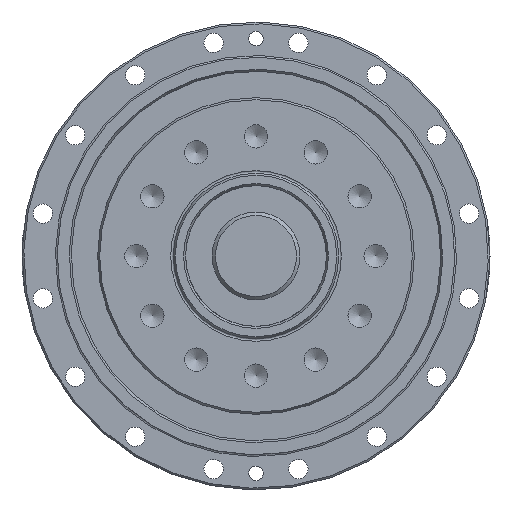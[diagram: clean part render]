
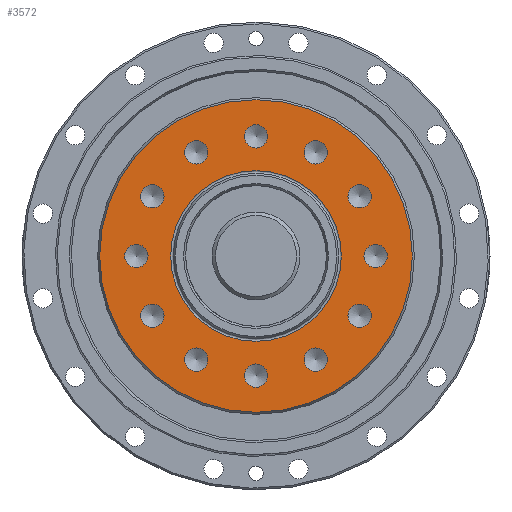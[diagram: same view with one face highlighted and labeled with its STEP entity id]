
A CAD part, left-side view. The second image highlights one B-rep face of the part: STEP entity #3572.
In plain terms, the highlighted planar face has unit normal (-1, 0, 0).
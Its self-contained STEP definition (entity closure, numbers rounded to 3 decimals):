
#172=FACE_BOUND('',#1117,.T.);
#173=FACE_BOUND('',#1118,.T.);
#174=FACE_BOUND('',#1119,.T.);
#175=FACE_BOUND('',#1120,.T.);
#176=FACE_BOUND('',#1121,.T.);
#177=FACE_BOUND('',#1122,.T.);
#178=FACE_BOUND('',#1123,.T.);
#179=FACE_BOUND('',#1124,.T.);
#180=FACE_BOUND('',#1125,.T.);
#181=FACE_BOUND('',#1126,.T.);
#182=FACE_BOUND('',#1127,.T.);
#183=FACE_BOUND('',#1128,.T.);
#184=FACE_BOUND('',#1129,.T.);
#757=PLANE('',#3862);
#890=FACE_OUTER_BOUND('',#1116,.T.);
#1116=EDGE_LOOP('',(#2709));
#1117=EDGE_LOOP('',(#2710));
#1118=EDGE_LOOP('',(#2711));
#1119=EDGE_LOOP('',(#2712));
#1120=EDGE_LOOP('',(#2713));
#1121=EDGE_LOOP('',(#2714));
#1122=EDGE_LOOP('',(#2715));
#1123=EDGE_LOOP('',(#2716));
#1124=EDGE_LOOP('',(#2717));
#1125=EDGE_LOOP('',(#2718));
#1126=EDGE_LOOP('',(#2719));
#1127=EDGE_LOOP('',(#2720));
#1128=EDGE_LOOP('',(#2721));
#1129=EDGE_LOOP('',(#2722));
#1380=CIRCLE('',#3861,44.423);
#1381=CIRCLE('',#3863,24.246);
#1382=CIRCLE('',#3864,3.324);
#1383=CIRCLE('',#3865,3.324);
#1384=CIRCLE('',#3866,3.324);
#1385=CIRCLE('',#3867,3.324);
#1386=CIRCLE('',#3868,3.324);
#1387=CIRCLE('',#3869,3.324);
#1388=CIRCLE('',#3870,3.324);
#1389=CIRCLE('',#3871,3.324);
#1390=CIRCLE('',#3872,3.324);
#1391=CIRCLE('',#3873,3.324);
#1392=CIRCLE('',#3874,3.324);
#1393=CIRCLE('',#3875,3.324);
#1663=VERTEX_POINT('',#5717);
#1664=VERTEX_POINT('',#5721);
#1665=VERTEX_POINT('',#5723);
#1666=VERTEX_POINT('',#5725);
#1667=VERTEX_POINT('',#5727);
#1668=VERTEX_POINT('',#5729);
#1669=VERTEX_POINT('',#5731);
#1670=VERTEX_POINT('',#5733);
#1671=VERTEX_POINT('',#5735);
#1672=VERTEX_POINT('',#5737);
#1673=VERTEX_POINT('',#5739);
#1674=VERTEX_POINT('',#5741);
#1675=VERTEX_POINT('',#5743);
#1676=VERTEX_POINT('',#5745);
#2042=EDGE_CURVE('',#1663,#1663,#1380,.T.);
#2044=EDGE_CURVE('',#1664,#1664,#1381,.T.);
#2045=EDGE_CURVE('',#1665,#1665,#1382,.T.);
#2046=EDGE_CURVE('',#1666,#1666,#1383,.T.);
#2047=EDGE_CURVE('',#1667,#1667,#1384,.T.);
#2048=EDGE_CURVE('',#1668,#1668,#1385,.T.);
#2049=EDGE_CURVE('',#1669,#1669,#1386,.T.);
#2050=EDGE_CURVE('',#1670,#1670,#1387,.T.);
#2051=EDGE_CURVE('',#1671,#1671,#1388,.T.);
#2052=EDGE_CURVE('',#1672,#1672,#1389,.T.);
#2053=EDGE_CURVE('',#1673,#1673,#1390,.T.);
#2054=EDGE_CURVE('',#1674,#1674,#1391,.T.);
#2055=EDGE_CURVE('',#1675,#1675,#1392,.T.);
#2056=EDGE_CURVE('',#1676,#1676,#1393,.T.);
#2709=ORIENTED_EDGE('',*,*,#2042,.F.);
#2710=ORIENTED_EDGE('',*,*,#2044,.T.);
#2711=ORIENTED_EDGE('',*,*,#2045,.T.);
#2712=ORIENTED_EDGE('',*,*,#2046,.T.);
#2713=ORIENTED_EDGE('',*,*,#2047,.T.);
#2714=ORIENTED_EDGE('',*,*,#2048,.T.);
#2715=ORIENTED_EDGE('',*,*,#2049,.T.);
#2716=ORIENTED_EDGE('',*,*,#2050,.T.);
#2717=ORIENTED_EDGE('',*,*,#2051,.T.);
#2718=ORIENTED_EDGE('',*,*,#2052,.T.);
#2719=ORIENTED_EDGE('',*,*,#2053,.T.);
#2720=ORIENTED_EDGE('',*,*,#2054,.T.);
#2721=ORIENTED_EDGE('',*,*,#2055,.T.);
#2722=ORIENTED_EDGE('',*,*,#2056,.T.);
#3572=ADVANCED_FACE('',(#890,#172,#173,#174,#175,#176,#177,#178,#179,#180,
#181,#182,#183,#184),#757,.F.);
#3861=AXIS2_PLACEMENT_3D('',#5718,#4518,#4519);
#3862=AXIS2_PLACEMENT_3D('',#5720,#4521,#4522);
#3863=AXIS2_PLACEMENT_3D('',#5722,#4523,#4524);
#3864=AXIS2_PLACEMENT_3D('',#5724,#4525,#4526);
#3865=AXIS2_PLACEMENT_3D('',#5726,#4527,#4528);
#3866=AXIS2_PLACEMENT_3D('',#5728,#4529,#4530);
#3867=AXIS2_PLACEMENT_3D('',#5730,#4531,#4532);
#3868=AXIS2_PLACEMENT_3D('',#5732,#4533,#4534);
#3869=AXIS2_PLACEMENT_3D('',#5734,#4535,#4536);
#3870=AXIS2_PLACEMENT_3D('',#5736,#4537,#4538);
#3871=AXIS2_PLACEMENT_3D('',#5738,#4539,#4540);
#3872=AXIS2_PLACEMENT_3D('',#5740,#4541,#4542);
#3873=AXIS2_PLACEMENT_3D('',#5742,#4543,#4544);
#3874=AXIS2_PLACEMENT_3D('',#5744,#4545,#4546);
#3875=AXIS2_PLACEMENT_3D('',#5746,#4547,#4548);
#4518=DIRECTION('center_axis',(1.,0.,0.));
#4519=DIRECTION('ref_axis',(0.,0.,
1.));
#4521=DIRECTION('center_axis',(1.,0.,0.));
#4522=DIRECTION('ref_axis',(0.,0.,-1.));
#4523=DIRECTION('center_axis',(1.,0.,0.));
#4524=DIRECTION('ref_axis',(0.,0.,
1.));
#4525=DIRECTION('center_axis',(1.,0.,0.));
#4526=DIRECTION('ref_axis',(0.,0.,
1.));
#4527=DIRECTION('center_axis',(1.,0.,0.));
#4528=DIRECTION('ref_axis',(0.,-0.5,0.866));
#4529=DIRECTION('center_axis',(1.,0.,0.));
#4530=DIRECTION('ref_axis',(0.,-0.866,0.5));
#4531=DIRECTION('center_axis',(1.,0.,0.));
#4532=DIRECTION('ref_axis',(0.,-1.,0.));
#4533=DIRECTION('center_axis',(1.,0.,0.));
#4534=DIRECTION('ref_axis',(0.,-0.866,-0.5));
#4535=DIRECTION('center_axis',(1.,0.,0.));
#4536=DIRECTION('ref_axis',(0.,-0.5,-0.866));
#4537=DIRECTION('center_axis',(1.,0.,0.));
#4538=DIRECTION('ref_axis',(0.,0.,-1.));
#4539=DIRECTION('center_axis',(1.,0.,0.));
#4540=DIRECTION('ref_axis',(0.,0.5,-0.866));
#4541=DIRECTION('center_axis',(1.,0.,0.));
#4542=DIRECTION('ref_axis',(0.,0.866,-0.5));
#4543=DIRECTION('center_axis',(1.,0.,0.));
#4544=DIRECTION('ref_axis',(0.,1.,0.));
#4545=DIRECTION('center_axis',(1.,0.,0.));
#4546=DIRECTION('ref_axis',(0.,0.866,0.5));
#4547=DIRECTION('center_axis',(1.,0.,0.));
#4548=DIRECTION('ref_axis',(0.,0.5,0.866));
#5717=CARTESIAN_POINT('',(-59.884,0.,-44.423));
#5718=CARTESIAN_POINT('Origin',(-59.884,0.,
0.));
#5720=CARTESIAN_POINT('Origin',(-59.884,0.,
0.));
#5721=CARTESIAN_POINT('',(-59.884,0.,-24.246));
#5722=CARTESIAN_POINT('Origin',(-59.884,0.,
0.));
#5723=CARTESIAN_POINT('',(-59.884,34.,-3.324));
#5724=CARTESIAN_POINT('Origin',(-59.884,34.,0.));
#5725=CARTESIAN_POINT('',(-59.884,31.107,14.122));
#5726=CARTESIAN_POINT('Origin',(-59.884,29.445,17.));
#5727=CARTESIAN_POINT('',(-59.884,19.878,27.783));
#5728=CARTESIAN_POINT('Origin',(-59.884,17.,29.445));
#5729=CARTESIAN_POINT('',(-59.884,3.324,34.));
#5730=CARTESIAN_POINT('Origin',(-59.884,0.,
34.));
#5731=CARTESIAN_POINT('',(-59.884,-14.122,31.107));
#5732=CARTESIAN_POINT('Origin',(-59.884,-17.,29.445));
#5733=CARTESIAN_POINT('',(-59.884,-27.783,19.878));
#5734=CARTESIAN_POINT('Origin',(-59.884,-29.445,17.));
#5735=CARTESIAN_POINT('',(-59.884,-34.,3.324));
#5736=CARTESIAN_POINT('Origin',(-59.884,-34.,0.));
#5737=CARTESIAN_POINT('',(-59.884,-31.107,-14.122));
#5738=CARTESIAN_POINT('Origin',(-59.884,-29.445,-17.));
#5739=CARTESIAN_POINT('',(-59.884,-19.878,-27.783));
#5740=CARTESIAN_POINT('Origin',(-59.884,-17.,-29.445));
#5741=CARTESIAN_POINT('',(-59.884,-3.324,-34.));
#5742=CARTESIAN_POINT('Origin',(-59.884,0.,
-34.));
#5743=CARTESIAN_POINT('',(-59.884,14.122,-31.107));
#5744=CARTESIAN_POINT('Origin',(-59.884,17.,-29.445));
#5745=CARTESIAN_POINT('',(-59.884,27.783,-19.878));
#5746=CARTESIAN_POINT('Origin',(-59.884,29.445,-17.));
